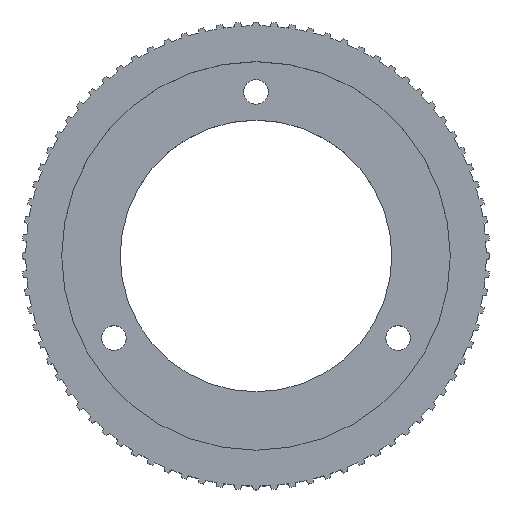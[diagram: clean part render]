
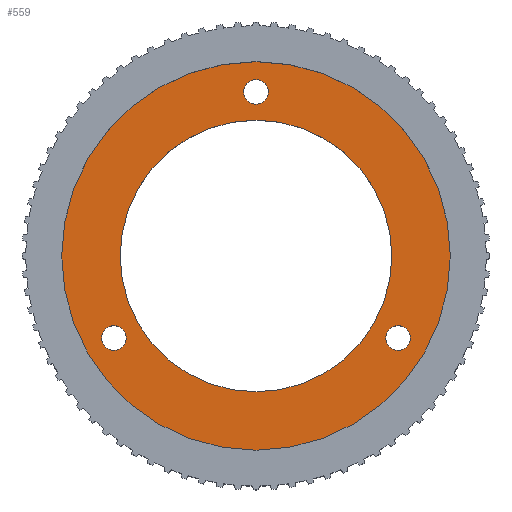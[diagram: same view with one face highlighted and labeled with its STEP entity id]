
A CAD part, top view. The second image highlights one B-rep face of the part: STEP entity #559.
In plain terms, the highlighted planar face has unit normal (0, 0, 1).
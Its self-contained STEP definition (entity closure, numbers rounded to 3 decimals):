
#131 = CARTESIAN_POINT ( 'NONE',  ( 3.25, 43.5, 2.5 ) ) ;
#193 = EDGE_CURVE ( 'NONE', #894, #6812, #489, .T. ) ;
#278 = EDGE_CURVE ( 'NONE', #1910, #2778, #11487, .T. ) ;
#446 = AXIS2_PLACEMENT_3D ( 'NONE', #7232, #1924, #8148 ) ;
#489 = CIRCLE ( 'NONE', #9215, 3.25 ) ;
#559 = ADVANCED_FACE ( 'NONE', ( #1601, #2128, #10769, #8416, #6008 ), #6733, .T. ) ;
#652 = DIRECTION ( 'NONE',  ( -0.5, 0.866, 0. ) ) ;
#663 = AXIS2_PLACEMENT_3D ( 'NONE', #8657, #9164, #652 ) ;
#798 = EDGE_LOOP ( 'NONE', ( #11011, #6622 ) ) ;
#846 = AXIS2_PLACEMENT_3D ( 'NONE', #8971, #3604, #9851 ) ;
#894 = VERTEX_POINT ( 'NONE', #1446 ) ;
#1076 = EDGE_CURVE ( 'NONE', #8747, #10835, #3080, .T. ) ;
#1446 = CARTESIAN_POINT ( 'NONE',  ( -3.25, 43.5, 2.5 ) ) ;
#1478 = VERTEX_POINT ( 'NONE', #3613 ) ;
#1556 = CARTESIAN_POINT ( 'NONE',  ( 0., 43.5, 2.5 ) ) ;
#1575 = EDGE_LOOP ( 'NONE', ( #6562, #5339 ) ) ;
#1601 = FACE_BOUND ( 'NONE', #1575, .T. ) ;
#1910 = VERTEX_POINT ( 'NONE', #9525 ) ;
#1924 = DIRECTION ( 'NONE',  ( 0., 0., 1. ) ) ;
#1973 = CARTESIAN_POINT ( 'NONE',  ( 51.5, 0., 2.5 ) ) ;
#2050 = ORIENTED_EDGE ( 'NONE', *, *, #2657, .F. ) ;
#2063 = CARTESIAN_POINT ( 'NONE',  ( 36., 0., 2.5 ) ) ;
#2107 = VERTEX_POINT ( 'NONE', #10507 ) ;
#2128 = FACE_BOUND ( 'NONE', #8330, .T. ) ;
#2188 = AXIS2_PLACEMENT_3D ( 'NONE', #6843, #6030, #6007 ) ;
#2251 = ORIENTED_EDGE ( 'NONE', *, *, #193, .F. ) ;
#2299 = EDGE_LOOP ( 'NONE', ( #2050, #2251 ) ) ;
#2345 = DIRECTION ( 'NONE',  ( 0., 0., 1. ) ) ;
#2352 = AXIS2_PLACEMENT_3D ( 'NONE', #10899, #9418, #7810 ) ;
#2657 = EDGE_CURVE ( 'NONE', #6812, #894, #9632, .T. ) ;
#2778 = VERTEX_POINT ( 'NONE', #3832 ) ;
#2810 = DIRECTION ( 'NONE',  ( 0., 0., -1. ) ) ;
#3080 = CIRCLE ( 'NONE', #2352, 51.5 ) ;
#3300 = DIRECTION ( 'NONE',  ( 0., 0., 1. ) ) ;
#3604 = DIRECTION ( 'NONE',  ( 0., 0., 1. ) ) ;
#3613 = CARTESIAN_POINT ( 'NONE',  ( 34.422, -21.75, 2.5 ) ) ;
#3832 = CARTESIAN_POINT ( 'NONE',  ( -34.422, -21.75, 2.5 ) ) ;
#3968 = CARTESIAN_POINT ( 'NONE',  ( 37.672, -21.75, 2.5 ) ) ;
#4314 = CIRCLE ( 'NONE', #6833, 3.25 ) ;
#4840 = AXIS2_PLACEMENT_3D ( 'NONE', #5244, #11508, #6133 ) ;
#4863 = DIRECTION ( 'NONE',  ( -0.5, -0.866, 0. ) ) ;
#5106 = EDGE_CURVE ( 'NONE', #2778, #1910, #8604, .T. ) ;
#5244 = CARTESIAN_POINT ( 'NONE',  ( 0., 0., 2.5 ) ) ;
#5339 = ORIENTED_EDGE ( 'NONE', *, *, #8700, .F. ) ;
#5405 = ORIENTED_EDGE ( 'NONE', *, *, #5106, .F. ) ;
#5720 = EDGE_CURVE ( 'NONE', #10359, #6916, #8324, .T. ) ;
#6007 = DIRECTION ( 'NONE',  ( 1., 0., 0. ) ) ;
#6008 = FACE_BOUND ( 'NONE', #798, .T. ) ;
#6030 = DIRECTION ( 'NONE',  ( 0., 0., 1. ) ) ;
#6133 = DIRECTION ( 'NONE',  ( 1., 0., 0. ) ) ;
#6142 = EDGE_CURVE ( 'NONE', #6916, #10359, #6181, .T. ) ;
#6181 = CIRCLE ( 'NONE', #4840, 36. ) ;
#6517 = AXIS2_PLACEMENT_3D ( 'NONE', #7688, #2345, #8592 ) ;
#6521 = CIRCLE ( 'NONE', #7377, 51.5 ) ;
#6562 = ORIENTED_EDGE ( 'NONE', *, *, #7585, .F. ) ;
#6622 = ORIENTED_EDGE ( 'NONE', *, *, #5720, .T. ) ;
#6733 = PLANE ( 'NONE',  #2188 ) ;
#6812 = VERTEX_POINT ( 'NONE', #131 ) ;
#6833 = AXIS2_PLACEMENT_3D ( 'NONE', #3968, #10218, #4863 ) ;
#6843 = CARTESIAN_POINT ( 'NONE',  ( 0., 0., 2.5 ) ) ;
#6916 = VERTEX_POINT ( 'NONE', #2063 ) ;
#7137 = CIRCLE ( 'NONE', #6517, 3.25 ) ;
#7232 = CARTESIAN_POINT ( 'NONE',  ( 0., 43.5, 2.5 ) ) ;
#7377 = AXIS2_PLACEMENT_3D ( 'NONE', #8665, #3300, #9553 ) ;
#7467 = CARTESIAN_POINT ( 'NONE',  ( -36., 0., 2.5 ) ) ;
#7585 = EDGE_CURVE ( 'NONE', #2107, #1478, #7137, .T. ) ;
#7688 = CARTESIAN_POINT ( 'NONE',  ( 37.672, -21.75, 2.5 ) ) ;
#7810 = DIRECTION ( 'NONE',  ( 1., 0., 0. ) ) ;
#7872 = ORIENTED_EDGE ( 'NONE', *, *, #278, .F. ) ;
#8148 = DIRECTION ( 'NONE',  ( 1., 0., 0. ) ) ;
#8164 = CARTESIAN_POINT ( 'NONE',  ( 0., 0., 2.5 ) ) ;
#8201 = ORIENTED_EDGE ( 'NONE', *, *, #1076, .T. ) ;
#8310 = AXIS2_PLACEMENT_3D ( 'NONE', #8164, #2810, #9073 ) ;
#8324 = CIRCLE ( 'NONE', #8310, 36. ) ;
#8330 = EDGE_LOOP ( 'NONE', ( #5405, #7872 ) ) ;
#8416 = FACE_OUTER_BOUND ( 'NONE', #10245, .T. ) ;
#8592 = DIRECTION ( 'NONE',  ( -0.5, -0.866, 0. ) ) ;
#8604 = CIRCLE ( 'NONE', #846, 3.25 ) ;
#8657 = CARTESIAN_POINT ( 'NONE',  ( -37.672, -21.75, 2.5 ) ) ;
#8665 = CARTESIAN_POINT ( 'NONE',  ( 0., 0., 2.5 ) ) ;
#8700 = EDGE_CURVE ( 'NONE', #1478, #2107, #4314, .T. ) ;
#8747 = VERTEX_POINT ( 'NONE', #11202 ) ;
#8971 = CARTESIAN_POINT ( 'NONE',  ( -37.672, -21.75, 2.5 ) ) ;
#9028 = DIRECTION ( 'NONE',  ( 1., 0., 0. ) ) ;
#9073 = DIRECTION ( 'NONE',  ( 1., 0., 0. ) ) ;
#9164 = DIRECTION ( 'NONE',  ( 0., 0., 1. ) ) ;
#9215 = AXIS2_PLACEMENT_3D ( 'NONE', #1556, #11002, #9028 ) ;
#9390 = EDGE_CURVE ( 'NONE', #10835, #8747, #6521, .T. ) ;
#9418 = DIRECTION ( 'NONE',  ( 0., 0., 1. ) ) ;
#9525 = CARTESIAN_POINT ( 'NONE',  ( -40.922, -21.75, 2.5 ) ) ;
#9553 = DIRECTION ( 'NONE',  ( 1., 0., 0. ) ) ;
#9632 = CIRCLE ( 'NONE', #446, 3.25 ) ;
#9851 = DIRECTION ( 'NONE',  ( -0.5, 0.866, 0. ) ) ;
#10095 = ORIENTED_EDGE ( 'NONE', *, *, #9390, .T. ) ;
#10218 = DIRECTION ( 'NONE',  ( 0., 0., 1. ) ) ;
#10245 = EDGE_LOOP ( 'NONE', ( #10095, #8201 ) ) ;
#10359 = VERTEX_POINT ( 'NONE', #7467 ) ;
#10507 = CARTESIAN_POINT ( 'NONE',  ( 40.922, -21.75, 2.5 ) ) ;
#10769 = FACE_BOUND ( 'NONE', #2299, .T. ) ;
#10835 = VERTEX_POINT ( 'NONE', #1973 ) ;
#10899 = CARTESIAN_POINT ( 'NONE',  ( 0., 0., 2.5 ) ) ;
#11002 = DIRECTION ( 'NONE',  ( 0., 0., 1. ) ) ;
#11011 = ORIENTED_EDGE ( 'NONE', *, *, #6142, .T. ) ;
#11202 = CARTESIAN_POINT ( 'NONE',  ( -51.5, 0., 2.5 ) ) ;
#11487 = CIRCLE ( 'NONE', #663, 3.25 ) ;
#11508 = DIRECTION ( 'NONE',  ( 0., 0., -1. ) ) ;
